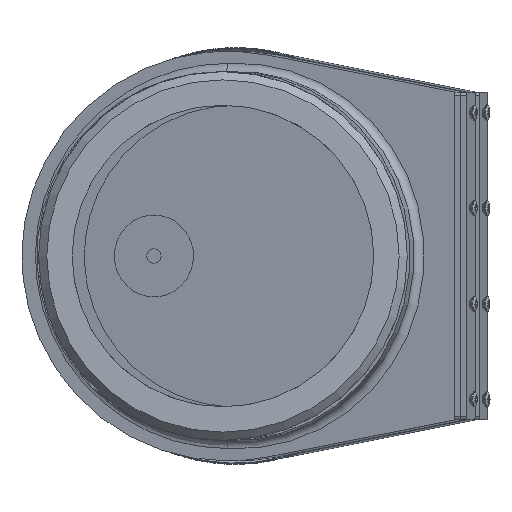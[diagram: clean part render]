
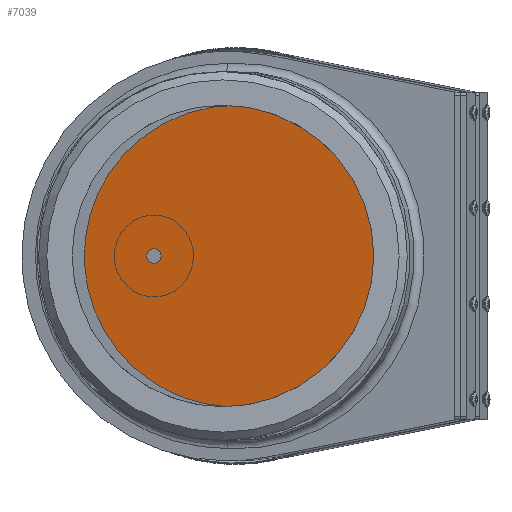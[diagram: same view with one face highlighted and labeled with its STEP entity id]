
A CAD part, left-side view. The second image highlights one B-rep face of the part: STEP entity #7039.
In plain terms, the highlighted planar face has unit normal (0.966, -0.259, 0).
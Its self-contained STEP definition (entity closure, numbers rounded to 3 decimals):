
#218 = DIRECTION ( 'NONE',  ( -0.966, 0.259, 0. ) ) ;
#432 = VECTOR ( 'NONE', #2187, 1000. ) ;
#759 = VERTEX_POINT ( 'NONE', #8908 ) ;
#840 = DIRECTION ( 'NONE',  ( 0., 0., -1. ) ) ;
#992 = AXIS2_PLACEMENT_3D ( 'NONE', #8999, #218, #4965 ) ;
#1137 = CARTESIAN_POINT ( 'NONE',  ( 265.545, -153.951, 100. ) ) ;
#1416 = ORIENTED_EDGE ( 'NONE', *, *, #5306, .T. ) ;
#2143 = CARTESIAN_POINT ( 'NONE',  ( 316.921, 37.786, 0. ) ) ;
#2187 = DIRECTION ( 'NONE',  ( -0.254, -0.949, -0.189 ) ) ;
#2770 = DIRECTION ( 'NONE',  ( 0.966, -0.259, 0. ) ) ;
#2822 = CARTESIAN_POINT ( 'NONE',  ( 302.556, -15.823, 0. ) ) ;
#2827 = ORIENTED_EDGE ( 'NONE', *, *, #4225, .T. ) ;
#2912 = ORIENTED_EDGE ( 'NONE', *, *, #7076, .T. ) ;
#2981 = LINE ( 'NONE', #5304, #432 ) ;
#2984 = CARTESIAN_POINT ( 'NONE',  ( 295.964, -40.424, -122.578 ) ) ;
#3033 = CARTESIAN_POINT ( 'NONE',  ( 336.203, 109.747, 85.232 ) ) ;
#3086 = CARTESIAN_POINT ( 'NONE',  ( 295.964, -40.424, 122.578 ) ) ;
#3625 = AXIS2_PLACEMENT_3D ( 'NONE', #2822, #2770, #3667 ) ;
#3634 = CARTESIAN_POINT ( 'NONE',  ( 265.545, -153.951, -100. ) ) ;
#3667 = DIRECTION ( 'NONE',  ( 0.259, 0.966, 0. ) ) ;
#3823 = CARTESIAN_POINT ( 'NONE',  ( 318.462, 43.538, -139.276 ) ) ;
#3835 = VECTOR ( 'NONE', #4665, 1000. ) ;
#4225 = EDGE_CURVE ( 'NONE', #4954, #759, #6631, .T. ) ;
#4521 = VERTEX_POINT ( 'NONE', #2143 ) ;
#4665 = DIRECTION ( 'NONE',  ( 0.254, 0.949, -0.189 ) ) ;
#4954 = VERTEX_POINT ( 'NONE', #9490 ) ;
#4965 = DIRECTION ( 'NONE',  ( -0.259, -0.966, 0. ) ) ;
#4997 = FACE_BOUND ( 'NONE', #9555, .T. ) ;
#5122 = EDGE_CURVE ( 'NONE', #4521, #4521, #8373, .T. ) ;
#5174 = VERTEX_POINT ( 'NONE', #9755 ) ;
#5304 = CARTESIAN_POINT ( 'NONE',  ( 295.964, -40.424, 122.578 ) ) ;
#5306 = EDGE_CURVE ( 'NONE', #5174, #4954, #9212, .T. ) ;
#5353 = CARTESIAN_POINT ( 'NONE',  ( 318.462, 43.538, 139.276 ) ) ;
#5496 = CARTESIAN_POINT ( 'NONE',  ( 265.545, -153.951, 100. ) ) ;
#5687 = VERTEX_POINT ( 'NONE', #5496 ) ;
#5874 = VECTOR ( 'NONE', #840, 1000. ) ;
#6150 = CARTESIAN_POINT ( 'NONE',  ( 336.203, 109.747, 0. ) ) ;
#6631 =( BOUNDED_CURVE ( )  B_SPLINE_CURVE ( 3, ( #2984, #3823, #9305, #6150, #3033, #5353, #3086 ),
 .UNSPECIFIED., .F., .F. ) 
 B_SPLINE_CURVE_WITH_KNOTS ( ( 4, 3, 4 ),
 ( 4.515, 6.283, 8.051 ),
 .UNSPECIFIED. ) 
 CURVE ( )  GEOMETRIC_REPRESENTATION_ITEM ( )  RATIONAL_B_SPLINE_CURVE ( ( 1., 0.756, 0.756, 1., 0.756, 0.756, 1. ) ) 
 REPRESENTATION_ITEM ( '' )  );
#6658 = ORIENTED_EDGE ( 'NONE', *, *, #9258, .T. ) ;
#6663 = LINE ( 'NONE', #1137, #5874 ) ;
#7039 = ADVANCED_FACE ( 'NONE', ( #4997, #8559 ), #8405, .T. ) ;
#7076 = EDGE_CURVE ( 'NONE', #759, #5687, #2981, .T. ) ;
#8373 = CIRCLE ( 'NONE', #992, 4.5 ) ;
#8405 = PLANE ( 'NONE',  #3625 ) ;
#8559 = FACE_OUTER_BOUND ( 'NONE', #9085, .T. ) ;
#8908 = CARTESIAN_POINT ( 'NONE',  ( 295.964, -40.424, 122.578 ) ) ;
#8999 = CARTESIAN_POINT ( 'NONE',  ( 318.085, 42.132, 0. ) ) ;
#9085 = EDGE_LOOP ( 'NONE', ( #2827, #2912, #6658, #1416 ) ) ;
#9212 = LINE ( 'NONE', #3634, #3835 ) ;
#9243 = ORIENTED_EDGE ( 'NONE', *, *, #5122, .T. ) ;
#9258 = EDGE_CURVE ( 'NONE', #5687, #5174, #6663, .T. ) ;
#9305 = CARTESIAN_POINT ( 'NONE',  ( 336.203, 109.747, -85.232 ) ) ;
#9490 = CARTESIAN_POINT ( 'NONE',  ( 295.964, -40.424, -122.578 ) ) ;
#9555 = EDGE_LOOP ( 'NONE', ( #9243 ) ) ;
#9755 = CARTESIAN_POINT ( 'NONE',  ( 265.545, -153.951, -100. ) ) ;
